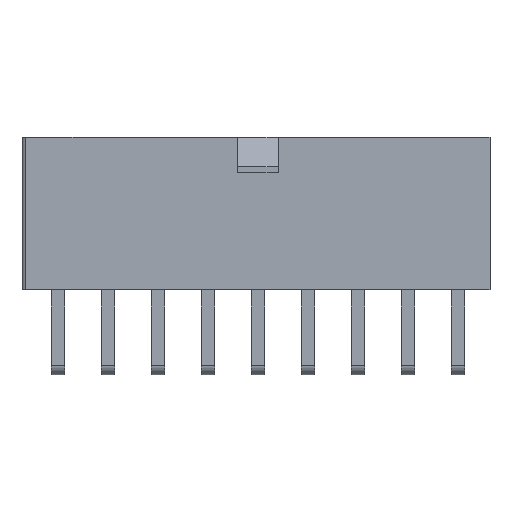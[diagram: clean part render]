
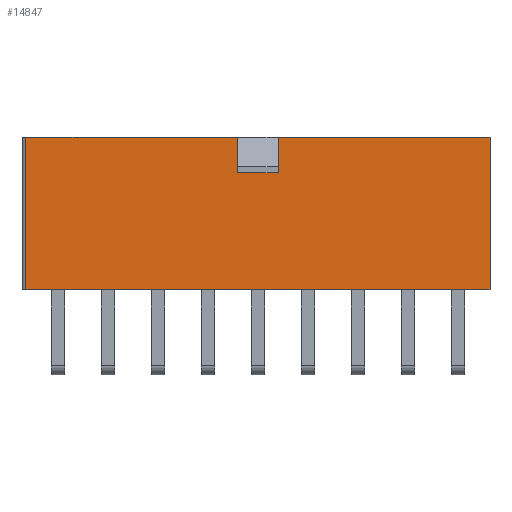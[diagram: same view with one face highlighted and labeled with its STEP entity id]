
A CAD part, top view. The second image highlights one B-rep face of the part: STEP entity #14847.
In plain terms, the highlighted planar face has unit normal (0, 0, 1).
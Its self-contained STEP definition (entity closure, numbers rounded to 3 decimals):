
#1701=ORIENTED_EDGE('',*,*,#4017,.T.);
#1702=ORIENTED_EDGE('',*,*,#4018,.T.);
#1703=ORIENTED_EDGE('',*,*,#3705,.F.);
#1704=ORIENTED_EDGE('',*,*,#4019,.T.);
#1705=ORIENTED_EDGE('',*,*,#4020,.T.);
#1706=ORIENTED_EDGE('',*,*,#4021,.F.);
#1707=ORIENTED_EDGE('',*,*,#3707,.F.);
#1708=ORIENTED_EDGE('',*,*,#4022,.F.);
#3705=EDGE_CURVE('',#5011,#5012,#6125,.T.);
#3707=EDGE_CURVE('',#5013,#5009,#6127,.T.);
#4017=EDGE_CURVE('',#5222,#5223,#6436,.T.);
#4018=EDGE_CURVE('',#5223,#5012,#6437,.T.);
#4019=EDGE_CURVE('',#5011,#5224,#6438,.T.);
#4020=EDGE_CURVE('',#5224,#5225,#6439,.T.);
#4021=EDGE_CURVE('',#5009,#5225,#6440,.T.);
#4022=EDGE_CURVE('',#5222,#5013,#6441,.T.);
#5009=VERTEX_POINT('',#19712);
#5011=VERTEX_POINT('',#19717);
#5012=VERTEX_POINT('',#19719);
#5013=VERTEX_POINT('',#19721);
#5222=VERTEX_POINT('',#20331);
#5223=VERTEX_POINT('',#20332);
#5224=VERTEX_POINT('',#20335);
#5225=VERTEX_POINT('',#20337);
#6125=LINE('',#19718,#7594);
#6127=LINE('',#19722,#7596);
#6436=LINE('',#20330,#7905);
#6437=LINE('',#20333,#7906);
#6438=LINE('',#20334,#7907);
#6439=LINE('',#20336,#7908);
#6440=LINE('',#20338,#7909);
#6441=LINE('',#20339,#7910);
#7594=VECTOR('',#16852,1000.);
#7596=VECTOR('',#16854,1000.);
#7905=VECTOR('',#17345,1000.);
#7906=VECTOR('',#17346,1000.);
#7907=VECTOR('',#17347,1000.);
#7908=VECTOR('',#17348,1000.);
#7909=VECTOR('',#17349,1000.);
#7910=VECTOR('',#17350,1000.);
#8848=EDGE_LOOP('',(#1701,#1702,#1703,#1704,#1705,#1706,#1707,#1708));
#9533=FACE_BOUND('',#8848,.T.);
#10157=PLANE('',#15478);
#14847=ADVANCED_FACE('',(#9533),#10157,.T.);
#15478=AXIS2_PLACEMENT_3D('',#20329,#17343,#17344);
#16852=DIRECTION('',(-1.,0.,0.));
#16854=DIRECTION('',(-1.,0.,0.));
#17343=DIRECTION('',(0.,0.,1.));
#17344=DIRECTION('',(1.,0.,0.));
#17345=DIRECTION('',(1.,0.,0.));
#17346=DIRECTION('',(0.,-1.,0.));
#17347=DIRECTION('',(0.,1.,0.));
#17348=DIRECTION('',(-1.,0.,0.));
#17349=DIRECTION('',(0.,1.,0.));
#17350=DIRECTION('',(0.,-1.,0.));
#19712=CARTESIAN_POINT('',(-19.5,-6.4,4.8));
#19717=CARTESIAN_POINT('',(19.5,-6.4,4.8));
#19718=CARTESIAN_POINT('',(19.5,-6.4,4.8));
#19719=CARTESIAN_POINT('',(1.7,-6.4,4.8));
#19721=CARTESIAN_POINT('',(-1.7,-6.4,4.8));
#19722=CARTESIAN_POINT('',(19.5,-6.4,4.8));
#20329=CARTESIAN_POINT('',(19.5,-6.4,4.8));
#20330=CARTESIAN_POINT('',(-1.7,-3.4,4.8));
#20331=CARTESIAN_POINT('',(-1.7,-3.4,4.8));
#20332=CARTESIAN_POINT('',(1.7,-3.4,4.8));
#20333=CARTESIAN_POINT('',(1.7,-3.4,4.8));
#20334=CARTESIAN_POINT('',(19.5,-6.4,4.8));
#20335=CARTESIAN_POINT('',(19.5,6.4,4.8));
#20336=CARTESIAN_POINT('',(19.5,6.4,4.8));
#20337=CARTESIAN_POINT('',(-19.5,6.4,4.8));
#20338=CARTESIAN_POINT('',(-19.5,-6.4,4.8));
#20339=CARTESIAN_POINT('',(-1.7,-3.4,4.8));
